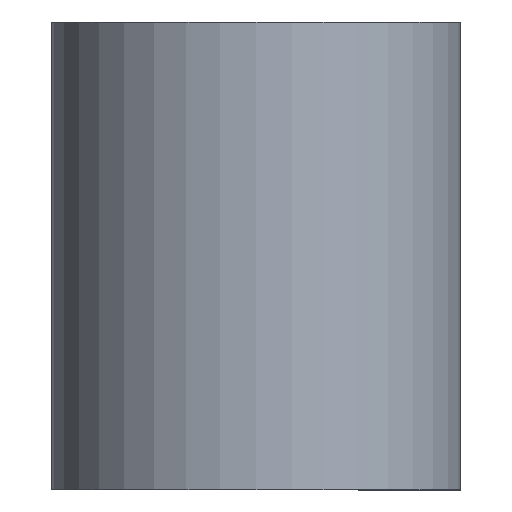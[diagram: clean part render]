
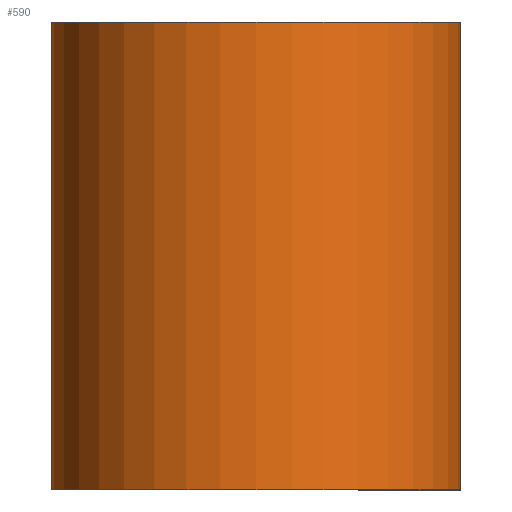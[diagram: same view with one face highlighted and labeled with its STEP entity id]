
A CAD part, front view. The second image highlights one B-rep face of the part: STEP entity #590.
In plain terms, the highlighted cylindrical face has radius 3.5 mm (diameter 7 mm), a partial arc.
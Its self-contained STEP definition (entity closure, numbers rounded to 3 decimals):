
#26 = CARTESIAN_POINT ( 'NONE',  ( 0., 0., 8. ) ) ;
#54 = DIRECTION ( 'NONE',  ( 0., 0., -1. ) ) ;
#110 = EDGE_CURVE ( 'NONE', #172, #810, #742, .T. ) ;
#172 = VERTEX_POINT ( 'NONE', #641 ) ;
#210 = CARTESIAN_POINT ( 'NONE',  ( 0., 0., 0. ) ) ;
#259 = CARTESIAN_POINT ( 'NONE',  ( 0., 0., 8. ) ) ;
#268 = DIRECTION ( 'NONE',  ( 0., 0., 1. ) ) ;
#269 = ORIENTED_EDGE ( 'NONE', *, *, #573, .F. ) ;
#295 = CARTESIAN_POINT ( 'NONE',  ( -3.5, 0., 8. ) ) ;
#349 = VECTOR ( 'NONE', #587, 1000. ) ;
#359 = CARTESIAN_POINT ( 'NONE',  ( -3.5, 0., 8. ) ) ;
#376 = EDGE_CURVE ( 'NONE', #954, #810, #882, .T. ) ;
#522 = LINE ( 'NONE', #359, #349 ) ;
#546 = CYLINDRICAL_SURFACE ( 'NONE', #636, 3.5 ) ;
#573 = EDGE_CURVE ( 'NONE', #776, #954, #723, .T. ) ;
#574 = ORIENTED_EDGE ( 'NONE', *, *, #868, .T. ) ;
#587 = DIRECTION ( 'NONE',  ( 0., 0., -1. ) ) ;
#590 = ADVANCED_FACE ( 'NONE', ( #707 ), #546, .T. ) ;
#611 = DIRECTION ( 'NONE',  ( -1., 0., 0. ) ) ;
#614 = CARTESIAN_POINT ( 'NONE',  ( 3.5, 0., 8. ) ) ;
#619 = DIRECTION ( 'NONE',  ( 0., 0., -1. ) ) ;
#636 = AXIS2_PLACEMENT_3D ( 'NONE', #26, #619, #611 ) ;
#641 = CARTESIAN_POINT ( 'NONE',  ( -3.5, 0., 0. ) ) ;
#707 = FACE_OUTER_BOUND ( 'NONE', #1033, .T. ) ;
#723 = CIRCLE ( 'NONE', #811, 3.5 ) ;
#725 = VECTOR ( 'NONE', #54, 1000. ) ;
#742 = CIRCLE ( 'NONE', #879, 3.5 ) ;
#776 = VERTEX_POINT ( 'NONE', #295 ) ;
#784 = CARTESIAN_POINT ( 'NONE',  ( 3.5, 0., 0. ) ) ;
#810 = VERTEX_POINT ( 'NONE', #784 ) ;
#811 = AXIS2_PLACEMENT_3D ( 'NONE', #259, #268, #962 ) ;
#868 = EDGE_CURVE ( 'NONE', #776, #172, #522, .T. ) ;
#879 = AXIS2_PLACEMENT_3D ( 'NONE', #210, #886, #953 ) ;
#882 = LINE ( 'NONE', #966, #725 ) ;
#886 = DIRECTION ( 'NONE',  ( 0., 0., 1. ) ) ;
#940 = ORIENTED_EDGE ( 'NONE', *, *, #376, .F. ) ;
#949 = ORIENTED_EDGE ( 'NONE', *, *, #110, .T. ) ;
#953 = DIRECTION ( 'NONE',  ( 1., 0., 0. ) ) ;
#954 = VERTEX_POINT ( 'NONE', #614 ) ;
#962 = DIRECTION ( 'NONE',  ( 1., 0., 0. ) ) ;
#966 = CARTESIAN_POINT ( 'NONE',  ( 3.5, 0., 8. ) ) ;
#1033 = EDGE_LOOP ( 'NONE', ( #949, #940, #269, #574 ) ) ;
